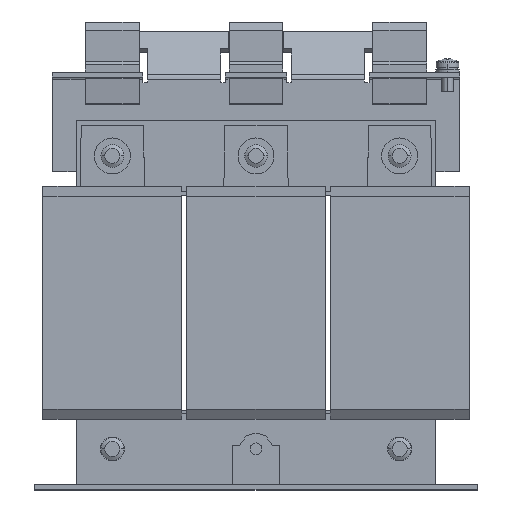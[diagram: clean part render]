
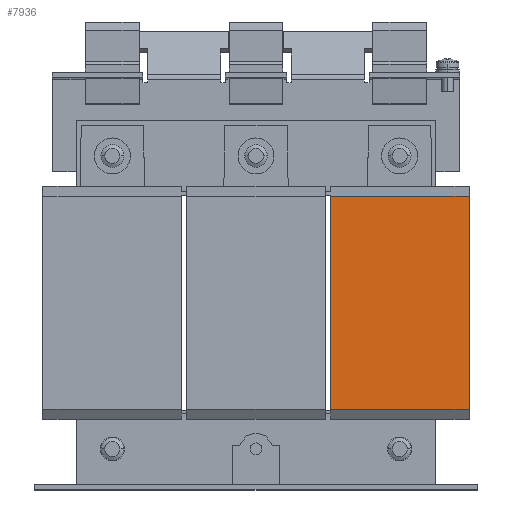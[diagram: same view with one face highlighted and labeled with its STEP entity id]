
A CAD part, top view. The second image highlights one B-rep face of the part: STEP entity #7936.
In plain terms, the highlighted planar face has unit normal (0, 0, 1).
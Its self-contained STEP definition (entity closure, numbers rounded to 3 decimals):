
#451 = VERTEX_POINT ( 'NONE', #11046 ) ;
#1053 = DIRECTION ( 'NONE',  ( 0., -1., 0. ) ) ;
#2587 = DIRECTION ( 'NONE',  ( -1., 0., 0. ) ) ;
#2887 = CARTESIAN_POINT ( 'NONE',  ( 89., 44.5, 33.45 ) ) ;
#3382 = VECTOR ( 'NONE', #1053, 1000. ) ;
#3416 = CARTESIAN_POINT ( 'NONE',  ( 31., -44.5, 33.45 ) ) ;
#3485 = PLANE ( 'NONE',  #3789 ) ;
#3785 = VERTEX_POINT ( 'NONE', #3416 ) ;
#3789 = AXIS2_PLACEMENT_3D ( 'NONE', #9132, #12017, #5053 ) ;
#4399 = EDGE_CURVE ( 'NONE', #13107, #451, #10230, .T. ) ;
#4543 = ORIENTED_EDGE ( 'NONE', *, *, #4399, .T. ) ;
#5053 = DIRECTION ( 'NONE',  ( 0., 1., 0. ) ) ;
#5726 = ORIENTED_EDGE ( 'NONE', *, *, #7964, .T. ) ;
#6768 = EDGE_CURVE ( 'NONE', #13107, #11146, #11031, .T. ) ;
#7936 = ADVANCED_FACE ( 'NONE', ( #9401 ), #3485, .F. ) ;
#7940 = CARTESIAN_POINT ( 'NONE',  ( 31., -44.5, 33.45 ) ) ;
#7964 = EDGE_CURVE ( 'NONE', #451, #3785, #14073, .T. ) ;
#9132 = CARTESIAN_POINT ( 'NONE',  ( 89., -44.5, 33.45 ) ) ;
#9401 = FACE_OUTER_BOUND ( 'NONE', #9685, .T. ) ;
#9685 = EDGE_LOOP ( 'NONE', ( #5726, #16490, #10041, #4543 ) ) ;
#10041 = ORIENTED_EDGE ( 'NONE', *, *, #6768, .F. ) ;
#10230 = LINE ( 'NONE', #12191, #16566 ) ;
#10274 = VECTOR ( 'NONE', #2587, 1000. ) ;
#10732 = LINE ( 'NONE', #16958, #10274 ) ;
#11031 = LINE ( 'NONE', #15669, #3382 ) ;
#11046 = CARTESIAN_POINT ( 'NONE',  ( 31., 44.5, 33.45 ) ) ;
#11146 = VERTEX_POINT ( 'NONE', #13492 ) ;
#11856 = EDGE_CURVE ( 'NONE', #11146, #3785, #10732, .T. ) ;
#12017 = DIRECTION ( 'NONE',  ( 0., 0., -1. ) ) ;
#12191 = CARTESIAN_POINT ( 'NONE',  ( 89., 44.5, 33.45 ) ) ;
#12493 = VECTOR ( 'NONE', #15002, 1000. ) ;
#13107 = VERTEX_POINT ( 'NONE', #2887 ) ;
#13492 = CARTESIAN_POINT ( 'NONE',  ( 89., -44.5, 33.45 ) ) ;
#14073 = LINE ( 'NONE', #7940, #12493 ) ;
#14985 = DIRECTION ( 'NONE',  ( -1., 0., 0. ) ) ;
#15002 = DIRECTION ( 'NONE',  ( 0., -1., 0. ) ) ;
#15669 = CARTESIAN_POINT ( 'NONE',  ( 89., -44.5, 33.45 ) ) ;
#16490 = ORIENTED_EDGE ( 'NONE', *, *, #11856, .F. ) ;
#16566 = VECTOR ( 'NONE', #14985, 1000. ) ;
#16958 = CARTESIAN_POINT ( 'NONE',  ( 89., -44.5, 33.45 ) ) ;
